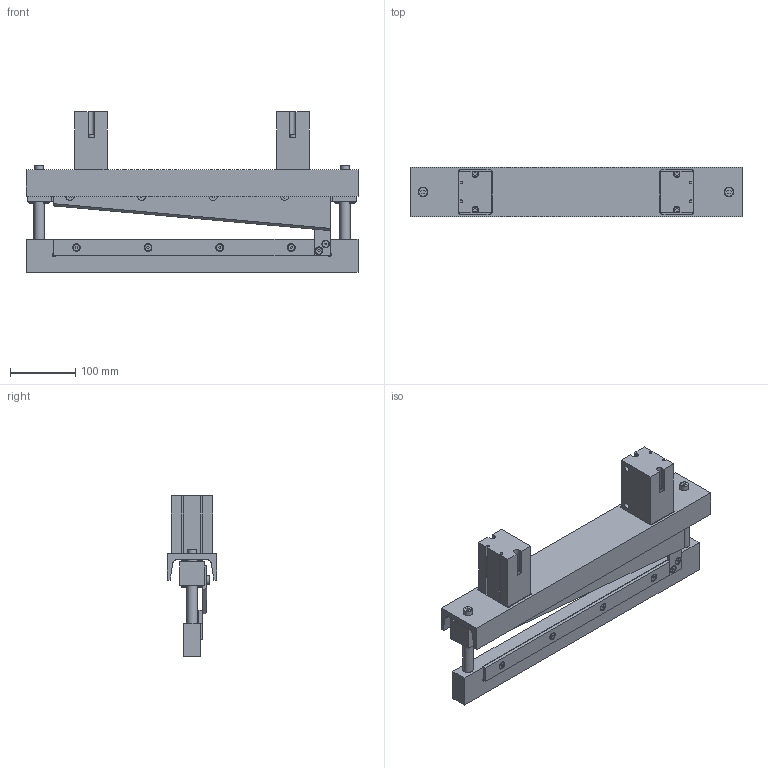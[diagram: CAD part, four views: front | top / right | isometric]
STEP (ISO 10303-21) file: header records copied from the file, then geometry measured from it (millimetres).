
FILE_DESCRIPTION(/* description */ (''),/* implementation_level */ '2;1');
FILE_NAME(/* name */ 'GC400.stp',/* time_stamp */ '2018-01-17T16:54:49-05:00',/* author */ ('ppanana'),/* organization */ (''),/* preprocessor_version */ 'ST-DEVELOPER v16.1',/* originating_system */ 'Autodesk Inventor 2016',/* authorisation */ '');
FILE_SCHEMA (('CONFIG_CONTROL_DESIGN'));
Products named in the file (1): GC400 SOLID MODEL
Bounding box: 510 x 76.2 x 246.34 mm (x, y, z)
Surface area: 528494.4 mm2 (no closed solid volume)
Topology: 0 solids, 52 shells, 805 faces, 1771 edges, 1136 vertices
Faces by surface type: plane 487, cylinder 236, cone 70, torus 8, bspline 4
Full cylindrical faces by diameter (mm): 4.134 x10, 5 x18, 5.6 x10, 5.755 x2, 6.417 x2, 6.647 x10, 8 x8, 8.376 x2, 8.484 x4, 8.5 x8, 8.611 x4, 8.7 x4, 9 x4, 9.5 x8, 10 x10, 12.62 x4, 12.7 x4, 13 x8, 14.3 x4, 16 x10, 20 x2, 26 x4
Entity records: 40693 total; most frequent: CARTESIAN_POINT 22674, DIRECTION 3583, ORIENTED_EDGE 3026, EDGE_CURVE 1513, AXIS2_PLACEMENT_3D 1280, EDGE_LOOP 1181, VERTEX_POINT 1096, LINE 1023
